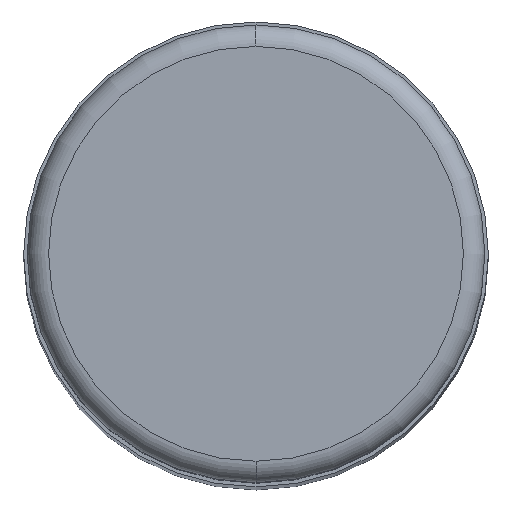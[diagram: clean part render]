
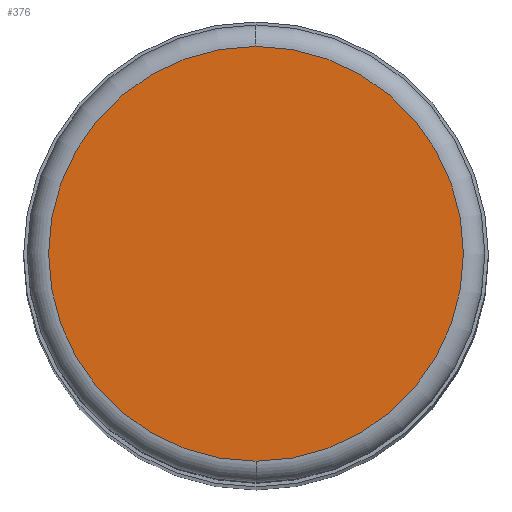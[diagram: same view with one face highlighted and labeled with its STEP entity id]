
A CAD part, top view. The second image highlights one B-rep face of the part: STEP entity #376.
In plain terms, the highlighted planar face has unit normal (0, 0, 1).
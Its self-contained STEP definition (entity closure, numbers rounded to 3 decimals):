
#108=CARTESIAN_POINT('',(0.,0.,0.5));
#109=DIRECTION('',(0.,0.,-1.));
#110=DIRECTION('',(0.,1.,0.));
#111=AXIS2_PLACEMENT_3D('',#108,#109,#110);
#123=CARTESIAN_POINT('',(0.,0.,0.5));
#124=DIRECTION('',(0.,0.,-1.));
#125=DIRECTION('',(0.,-1.,0.));
#126=AXIS2_PLACEMENT_3D('',#123,#124,#125);
#147=CARTESIAN_POINT('',(0.,-2.9,0.5));
#148=CARTESIAN_POINT('',(0.,2.9,0.5));
#149=VERTEX_POINT('',#147);
#150=VERTEX_POINT('',#148);
#367=CARTESIAN_POINT('',(0.,0.,0.5));
#368=DIRECTION('',(0.,0.,1.));
#369=DIRECTION('',(0.,-1.,0.));
#370=AXIS2_PLACEMENT_3D('',#367,#368,#369);
#371=PLANE('',#370);
#372=ORIENTED_EDGE('',*,*,#354,.T.);
#373=ORIENTED_EDGE('',*,*,#333,.T.);
#374=EDGE_LOOP('',(#372,#373));
#375=FACE_OUTER_BOUND('',#374,.F.);
#376=ADVANCED_FACE('',(#375),#371,.T.);
#112=CIRCLE('',#111,2.9);
#127=CIRCLE('',#126,2.9);
#333=EDGE_CURVE('',#150,#149,#112,.T.);
#354=EDGE_CURVE('',#149,#150,#127,.T.);
